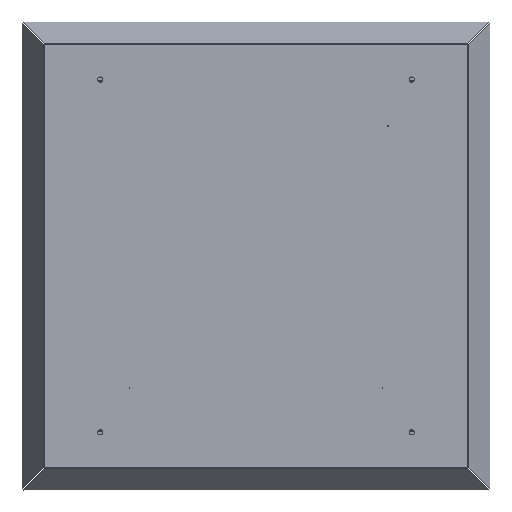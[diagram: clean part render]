
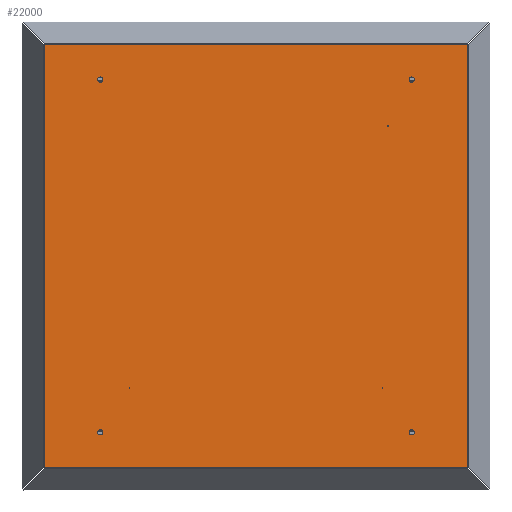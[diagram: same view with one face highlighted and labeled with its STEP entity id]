
A CAD part, top view. The second image highlights one B-rep face of the part: STEP entity #22000.
In plain terms, the highlighted planar face has unit normal (-0.001, -0.001, 1).
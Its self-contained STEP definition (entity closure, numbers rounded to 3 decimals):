
#551=FACE_BOUND('',#9029,.T.);
#552=FACE_BOUND('',#9030,.T.);
#553=FACE_BOUND('',#9031,.T.);
#554=FACE_BOUND('',#9032,.T.);
#555=FACE_BOUND('',#9033,.T.);
#556=FACE_BOUND('',#9034,.T.);
#557=FACE_BOUND('',#9035,.T.);
#1395=PLANE('',#23292);
#3870=LINE('',#41841,#6381);
#3873=LINE('',#41852,#6384);
#3877=LINE('',#41859,#6388);
#3878=LINE('',#41860,#6389);
#6381=VECTOR('',#28275,10.);
#6384=VECTOR('',#28294,10.);
#6388=VECTOR('',#28304,10.);
#6389=VECTOR('',#28305,10.);
#7592=FACE_OUTER_BOUND('',#9028,.T.);
#9028=EDGE_LOOP('',(#19730,#19731,#19732,#19733));
#9029=EDGE_LOOP('',(#19734));
#9030=EDGE_LOOP('',(#19735));
#9031=EDGE_LOOP('',(#19736));
#9032=EDGE_LOOP('',(#19737));
#9033=EDGE_LOOP('',(#19738));
#9034=EDGE_LOOP('',(#19739));
#9035=EDGE_LOOP('',(#19740));
#9283=CIRCLE('',#23216,0.25);
#9285=CIRCLE('',#23219,0.25);
#9286=CIRCLE('',#23221,0.25);
#9288=CIRCLE('',#23224,2.75);
#9290=CIRCLE('',#23227,2.75);
#9292=CIRCLE('',#23230,2.75);
#9294=CIRCLE('',#23233,2.75);
#11103=VERTEX_POINT('',#41620);
#11105=VERTEX_POINT('',#41626);
#11106=VERTEX_POINT('',#41630);
#11108=VERTEX_POINT('',#41636);
#11110=VERTEX_POINT('',#41642);
#11112=VERTEX_POINT('',#41648);
#11114=VERTEX_POINT('',#41654);
#11138=VERTEX_POINT('',#41709);
#11167=VERTEX_POINT('',#41802);
#11168=VERTEX_POINT('',#41808);
#11171=VERTEX_POINT('',#41839);
#13918=EDGE_CURVE('',#11103,#11103,#9283,.T.);
#13921=EDGE_CURVE('',#11105,#11105,#9285,.T.);
#13922=EDGE_CURVE('',#11106,#11106,#9286,.T.);
#13925=EDGE_CURVE('',#11108,#11108,#9288,.T.);
#13928=EDGE_CURVE('',#11110,#11110,#9290,.T.);
#13931=EDGE_CURVE('',#11112,#11112,#9292,.T.);
#13934=EDGE_CURVE('',#11114,#11114,#9294,.T.);
#14027=EDGE_CURVE('',#11171,#11138,#3870,.T.);
#14033=EDGE_CURVE('',#11167,#11171,#3873,.T.);
#14037=EDGE_CURVE('',#11168,#11167,#3877,.T.);
#14038=EDGE_CURVE('',#11138,#11168,#3878,.T.);
#19730=ORIENTED_EDGE('',*,*,#14027,.F.);
#19731=ORIENTED_EDGE('',*,*,#14033,.F.);
#19732=ORIENTED_EDGE('',*,*,#14037,.F.);
#19733=ORIENTED_EDGE('',*,*,#14038,.F.);
#19734=ORIENTED_EDGE('',*,*,#13918,.T.);
#19735=ORIENTED_EDGE('',*,*,#13921,.T.);
#19736=ORIENTED_EDGE('',*,*,#13922,.F.);
#19737=ORIENTED_EDGE('',*,*,#13925,.F.);
#19738=ORIENTED_EDGE('',*,*,#13928,.F.);
#19739=ORIENTED_EDGE('',*,*,#13931,.F.);
#19740=ORIENTED_EDGE('',*,*,#13934,.F.);
#22000=ADVANCED_FACE('',(#7592,#551,#552,#553,#554,#555,#556,#557),#1395,
 .T.);
#23216=AXIS2_PLACEMENT_3D('',#41622,#28058,#28059);
#23219=AXIS2_PLACEMENT_3D('',#41628,#28065,#28066);
#23221=AXIS2_PLACEMENT_3D('',#41631,#28069,#28070);
#23224=AXIS2_PLACEMENT_3D('',#41637,#28076,#28077);
#23227=AXIS2_PLACEMENT_3D('',#41643,#28083,#28084);
#23230=AXIS2_PLACEMENT_3D('',#41649,#28090,#28091);
#23233=AXIS2_PLACEMENT_3D('',#41655,#28097,#28098);
#23292=AXIS2_PLACEMENT_3D('',#41858,#28302,#28303);
#28058=DIRECTION('center_axis',(0.001,0.001,
-1.));
#28059=DIRECTION('ref_axis',(1.,0.,0.001));
#28065=DIRECTION('center_axis',(0.001,0.001,
-1.));
#28066=DIRECTION('ref_axis',(1.,0.,0.001));
#28069=DIRECTION('center_axis',(-0.001,-0.001,
1.));
#28070=DIRECTION('ref_axis',(1.,0.,0.001));
#28076=DIRECTION('center_axis',(-0.001,-0.001,
1.));
#28077=DIRECTION('ref_axis',(1.,0.,0.001));
#28083=DIRECTION('center_axis',(-0.001,-0.001,
1.));
#28084=DIRECTION('ref_axis',(1.,0.,0.001));
#28090=DIRECTION('center_axis',(-0.001,-0.001,
1.));
#28091=DIRECTION('ref_axis',(1.,0.,0.001));
#28097=DIRECTION('center_axis',(-0.001,-0.001,
1.));
#28098=DIRECTION('ref_axis',(1.,0.,0.001));
#28275=DIRECTION('',(0.,1.,0.001));
#28294=DIRECTION('',(-1.,0.,-0.001));
#28302=DIRECTION('center_axis',(-0.001,-0.001,
1.));
#28303=DIRECTION('ref_axis',(1.,0.,0.001));
#28304=DIRECTION('',(0.,-1.,-0.001));
#28305=DIRECTION('',(1.,0.,0.001));
#41620=CARTESIAN_POINT('',(122.941,-93.833,77.115));
#41622=CARTESIAN_POINT('Origin',(123.191,-93.833,77.115));
#41626=CARTESIAN_POINT('',(-145.211,-93.839,76.953));
#41628=CARTESIAN_POINT('Origin',(-144.961,-93.839,76.953));
#41630=CARTESIAN_POINT('',(128.639,183.185,77.36));
#41631=CARTESIAN_POINT('Origin',(128.889,183.185,77.36));
#41636=CARTESIAN_POINT('',(151.366,-140.98,77.09));
#41637=CARTESIAN_POINT('Origin',(154.116,-140.98,77.092));
#41642=CARTESIAN_POINT('',(151.358,232.519,77.417));
#41643=CARTESIAN_POINT('Origin',(154.108,232.52,77.419));
#41648=CARTESIAN_POINT('',(-178.642,232.512,77.218));
#41649=CARTESIAN_POINT('Origin',(-175.892,232.512,77.22));
#41654=CARTESIAN_POINT('',(-178.634,-140.988,76.892));
#41655=CARTESIAN_POINT('Origin',(-175.884,-140.988,76.893));
#41709=CARTESIAN_POINT('',(-234.969,269.837,77.217));
#41802=CARTESIAN_POINT('',(213.193,-178.305,77.095));
#41808=CARTESIAN_POINT('',(213.183,269.847,77.487));
#41839=CARTESIAN_POINT('',(-234.959,-178.315,76.825));
#41841=CARTESIAN_POINT('',(-234.962,-66.277,76.923));
#41852=CARTESIAN_POINT('',(101.617,-178.308,77.028));
#41858=CARTESIAN_POINT('Origin',(-10.888,45.766,77.156));
#41859=CARTESIAN_POINT('',(213.186,157.809,77.389));
#41860=CARTESIAN_POINT('',(-123.393,269.839,77.284));
